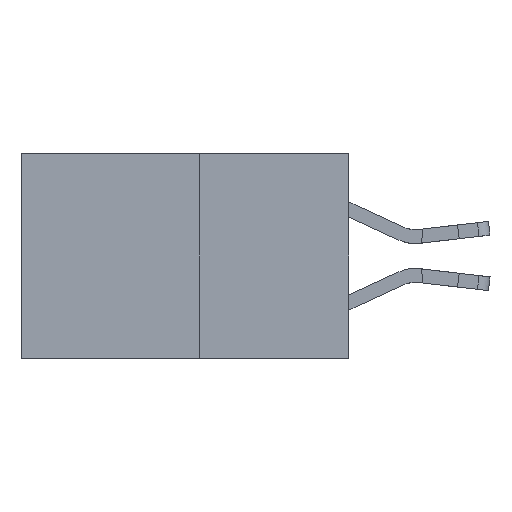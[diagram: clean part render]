
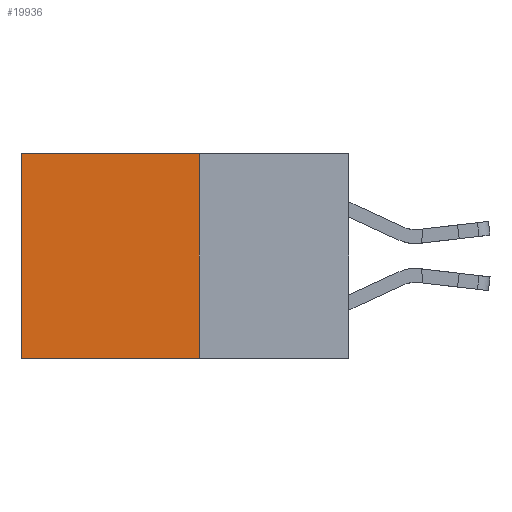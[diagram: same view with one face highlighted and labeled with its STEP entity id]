
A CAD part, left-side view. The second image highlights one B-rep face of the part: STEP entity #19936.
In plain terms, the highlighted planar face has unit normal (-1, 0, 0).
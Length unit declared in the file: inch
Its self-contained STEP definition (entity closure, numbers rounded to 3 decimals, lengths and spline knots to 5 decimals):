
#63 = LINE ( 'NONE', #13745, #16151 ) ;
#1518 = DIRECTION ( 'NONE',  ( 0., 0., -1. ) ) ;
#1569 = CARTESIAN_POINT ( 'NONE',  ( 0.277, 0.59, -0.37 ) ) ;
#2072 = ORIENTED_EDGE ( 'NONE', *, *, #3942, .T. ) ;
#2080 = CARTESIAN_POINT ( 'NONE',  ( 0.277, 0.59, 0. ) ) ;
#2218 = VERTEX_POINT ( 'NONE', #16228 ) ;
#2223 = CARTESIAN_POINT ( 'NONE',  ( 0.277, 0.27, -0.37 ) ) ;
#2342 = VERTEX_POINT ( 'NONE', #17759 ) ;
#2487 = ORIENTED_EDGE ( 'NONE', *, *, #7481, .T. ) ;
#3942 = EDGE_CURVE ( 'NONE', #2342, #17071, #63, .T. ) ;
#5468 = VECTOR ( 'NONE', #10091, 39.37008 ) ;
#7110 = AXIS2_PLACEMENT_3D ( 'NONE', #8393, #8457, #19460 ) ;
#7396 = CARTESIAN_POINT ( 'NONE',  ( 0.277, 0.27, -0.37 ) ) ;
#7481 = EDGE_CURVE ( 'NONE', #17071, #2218, #18436, .T. ) ;
#8153 = VECTOR ( 'NONE', #19938, 39.37008 ) ;
#8393 = CARTESIAN_POINT ( 'NONE',  ( 0.277, 0.27, -0.37 ) ) ;
#8457 = DIRECTION ( 'NONE',  ( 1., 0., 0. ) ) ;
#10091 = DIRECTION ( 'NONE',  ( 0., 0., -1. ) ) ;
#12129 = VERTEX_POINT ( 'NONE', #2223 ) ;
#12365 = LINE ( 'NONE', #7396, #8153 ) ;
#13146 = EDGE_LOOP ( 'NONE', ( #2487, #17767, #20157, #2072 ) ) ;
#13745 = CARTESIAN_POINT ( 'NONE',  ( 0.277, 0.27, 0. ) ) ;
#14271 = VECTOR ( 'NONE', #1518, 39.37008 ) ;
#14532 = DIRECTION ( 'NONE',  ( 0., 1., 0. ) ) ;
#16151 = VECTOR ( 'NONE', #14532, 39.37008 ) ;
#16228 = CARTESIAN_POINT ( 'NONE',  ( 0.277, 0.59, -0.37 ) ) ;
#16352 = PLANE ( 'NONE',  #7110 ) ;
#16439 = EDGE_CURVE ( 'NONE', #2342, #12129, #17614, .T. ) ;
#17071 = VERTEX_POINT ( 'NONE', #2080 ) ;
#17614 = LINE ( 'NONE', #19498, #5468 ) ;
#17759 = CARTESIAN_POINT ( 'NONE',  ( 0.277, 0.27, 0. ) ) ;
#17767 = ORIENTED_EDGE ( 'NONE', *, *, #18964, .F. ) ;
#18229 = FACE_OUTER_BOUND ( 'NONE', #13146, .T. ) ;
#18436 = LINE ( 'NONE', #1569, #14271 ) ;
#18964 = EDGE_CURVE ( 'NONE', #12129, #2218, #12365, .T. ) ;
#19460 = DIRECTION ( 'NONE',  ( 0., 0., -1. ) ) ;
#19498 = CARTESIAN_POINT ( 'NONE',  ( 0.277, 0.27, -0.37 ) ) ;
#19936 = ADVANCED_FACE ( 'NONE', ( #18229 ), #16352, .F. ) ;
#19938 = DIRECTION ( 'NONE',  ( 0., 1., 0. ) ) ;
#20157 = ORIENTED_EDGE ( 'NONE', *, *, #16439, .F. ) ;
